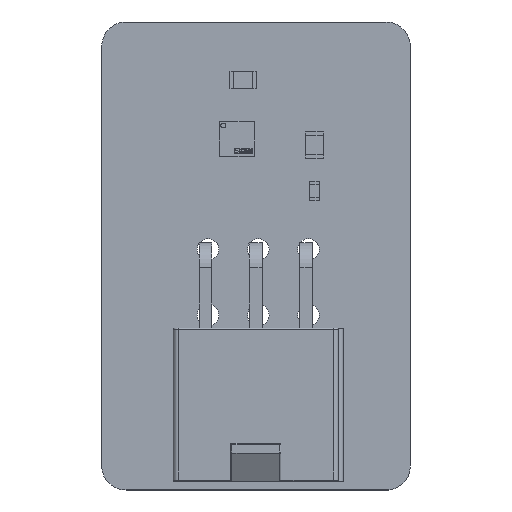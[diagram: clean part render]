
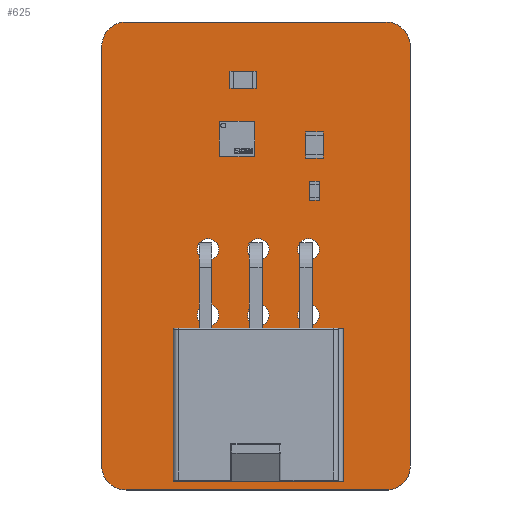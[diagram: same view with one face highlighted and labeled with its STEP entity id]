
A CAD part, top view. The second image highlights one B-rep face of the part: STEP entity #625.
In plain terms, the highlighted planar face has unit normal (0, 0, 1).
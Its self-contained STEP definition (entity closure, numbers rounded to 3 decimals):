
#72 = VERTEX_POINT('',#73);
#73 = CARTESIAN_POINT('',(27.432,29.845,1.646));
#79 = EDGE_CURVE('',#72,#80,#82,.T.);
#80 = VERTEX_POINT('',#81);
#81 = CARTESIAN_POINT('',(25.4,31.639,1.646));
#82 = CIRCLE('',#83,2.049);
#83 = AXIS2_PLACEMENT_3D('',#84,#85,#86);
#84 = CARTESIAN_POINT('',(27.433,31.894,1.646));
#85 = DIRECTION('',(0.,0.,-1.));
#86 = DIRECTION('',(-0.001,-1.,0.));
#114 = VERTEX_POINT('',#115);
#115 = CARTESIAN_POINT('',(49.403,29.845,1.646));
#121 = EDGE_CURVE('',#114,#72,#122,.T.);
#122 = LINE('',#123,#124);
#123 = CARTESIAN_POINT('',(49.403,29.845,1.646));
#124 = VECTOR('',#125,1.);
#125 = DIRECTION('',(-1.,0.,0.));
#145 = VERTEX_POINT('',#146);
#146 = CARTESIAN_POINT('',(51.188,31.86,1.646));
#152 = EDGE_CURVE('',#145,#114,#153,.T.);
#153 = CIRCLE('',#154,2.016);
#154 = AXIS2_PLACEMENT_3D('',#155,#156,#157);
#155 = CARTESIAN_POINT('',(49.172,31.848,1.646));
#156 = DIRECTION('',(0.,0.,-1.));
#157 = DIRECTION('',(1.,0.006,0.));
#178 = VERTEX_POINT('',#179);
#179 = CARTESIAN_POINT('',(51.181,67.183,1.646));
#185 = EDGE_CURVE('',#178,#145,#186,.T.);
#186 = LINE('',#187,#188);
#187 = CARTESIAN_POINT('',(51.181,67.183,1.646));
#188 = VECTOR('',#189,1.);
#189 = DIRECTION('',(0.,-1.,0.));
#209 = VERTEX_POINT('',#210);
#210 = CARTESIAN_POINT('',(49.149,68.961,1.646));
#216 = EDGE_CURVE('',#209,#178,#217,.T.);
#217 = CIRCLE('',#218,2.053);
#218 = AXIS2_PLACEMENT_3D('',#219,#220,#221);
#219 = CARTESIAN_POINT('',(49.146,66.908,1.646));
#220 = DIRECTION('',(0.,0.,-1.));
#221 = DIRECTION('',(0.001,1.,0.));
#242 = VERTEX_POINT('',#243);
#243 = CARTESIAN_POINT('',(27.194,68.961,1.646));
#249 = EDGE_CURVE('',#242,#209,#250,.T.);
#250 = LINE('',#251,#252);
#251 = CARTESIAN_POINT('',(27.194,68.961,1.646));
#252 = VECTOR('',#253,1.);
#253 = DIRECTION('',(1.,0.,0.));
#281 = VERTEX_POINT('',#282);
#282 = CARTESIAN_POINT('',(25.4,66.929,1.646));
#288 = EDGE_CURVE('',#281,#242,#289,.T.);
#289 = CIRCLE('',#290,2.049);
#290 = AXIS2_PLACEMENT_3D('',#291,#292,#293);
#291 = CARTESIAN_POINT('',(27.449,66.928,1.646));
#292 = DIRECTION('',(0.,0.,-1.));
#293 = DIRECTION('',(-1.,0.001,0.));
#311 = EDGE_CURVE('',#80,#281,#312,.T.);
#312 = LINE('',#313,#314);
#313 = CARTESIAN_POINT('',(25.4,31.639,1.646));
#314 = VECTOR('',#315,1.);
#315 = DIRECTION('',(0.,1.,0.));
#328 = VERTEX_POINT('',#329);
#329 = CARTESIAN_POINT('',(35.181,44.457,1.646));
#335 = EDGE_CURVE('',#328,#328,#336,.T.);
#336 = CIRCLE('',#337,0.9);
#337 = AXIS2_PLACEMENT_3D('',#338,#339,#340);
#338 = CARTESIAN_POINT('',(34.281,44.457,1.646));
#339 = DIRECTION('',(0.,0.,1.));
#340 = DIRECTION('',(1.,0.,0.));
#361 = VERTEX_POINT('',#362);
#362 = CARTESIAN_POINT('',(35.781,37.157,1.646));
#368 = EDGE_CURVE('',#361,#361,#369,.T.);
#369 = CIRCLE('',#370,1.5);
#370 = AXIS2_PLACEMENT_3D('',#371,#372,#373);
#371 = CARTESIAN_POINT('',(34.281,37.157,1.646));
#372 = DIRECTION('',(0.,0.,1.));
#373 = DIRECTION('',(1.,0.,0.));
#394 = VERTEX_POINT('',#395);
#395 = CARTESIAN_POINT('',(35.181,49.957,1.646));
#401 = EDGE_CURVE('',#394,#394,#402,.T.);
#402 = CIRCLE('',#403,0.9);
#403 = AXIS2_PLACEMENT_3D('',#404,#405,#406);
#404 = CARTESIAN_POINT('',(34.281,49.957,1.646));
#405 = DIRECTION('',(0.,0.,1.));
#406 = DIRECTION('',(1.,0.,0.));
#427 = VERTEX_POINT('',#428);
#428 = CARTESIAN_POINT('',(39.381,44.457,1.646));
#434 = EDGE_CURVE('',#427,#427,#435,.T.);
#435 = CIRCLE('',#436,0.9);
#436 = AXIS2_PLACEMENT_3D('',#437,#438,#439);
#437 = CARTESIAN_POINT('',(38.481,44.457,1.646));
#438 = DIRECTION('',(0.,0.,1.));
#439 = DIRECTION('',(1.,0.,0.));
#460 = VERTEX_POINT('',#461);
#461 = CARTESIAN_POINT('',(43.581,44.457,1.646));
#467 = EDGE_CURVE('',#460,#460,#468,.T.);
#468 = CIRCLE('',#469,0.9);
#469 = AXIS2_PLACEMENT_3D('',#470,#471,#472);
#470 = CARTESIAN_POINT('',(42.681,44.457,1.646));
#471 = DIRECTION('',(0.,0.,1.));
#472 = DIRECTION('',(1.,0.,0.));
#493 = VERTEX_POINT('',#494);
#494 = CARTESIAN_POINT('',(44.181,37.157,1.646));
#500 = EDGE_CURVE('',#493,#493,#501,.T.);
#501 = CIRCLE('',#502,1.5);
#502 = AXIS2_PLACEMENT_3D('',#503,#504,#505);
#503 = CARTESIAN_POINT('',(42.681,37.157,1.646));
#504 = DIRECTION('',(0.,0.,1.));
#505 = DIRECTION('',(1.,0.,0.));
#526 = VERTEX_POINT('',#527);
#527 = CARTESIAN_POINT('',(39.381,49.957,1.646));
#533 = EDGE_CURVE('',#526,#526,#534,.T.);
#534 = CIRCLE('',#535,0.9);
#535 = AXIS2_PLACEMENT_3D('',#536,#537,#538);
#536 = CARTESIAN_POINT('',(38.481,49.957,1.646));
#537 = DIRECTION('',(0.,0.,1.));
#538 = DIRECTION('',(1.,0.,0.));
#559 = VERTEX_POINT('',#560);
#560 = CARTESIAN_POINT('',(43.581,49.957,1.646));
#566 = EDGE_CURVE('',#559,#559,#567,.T.);
#567 = CIRCLE('',#568,0.9);
#568 = AXIS2_PLACEMENT_3D('',#569,#570,#571);
#569 = CARTESIAN_POINT('',(42.681,49.957,1.646));
#570 = DIRECTION('',(0.,0.,1.));
#571 = DIRECTION('',(1.,0.,0.));
#625 = ADVANCED_FACE('',(#626,#636,#639,#642,#645,#648,#651,#654,#657),
  #660,.T.);
#626 = FACE_BOUND('',#627,.T.);
#627 = EDGE_LOOP('',(#628,#629,#630,#631,#632,#633,#634,#635));
#628 = ORIENTED_EDGE('',*,*,#79,.F.);
#629 = ORIENTED_EDGE('',*,*,#121,.F.);
#630 = ORIENTED_EDGE('',*,*,#152,.F.);
#631 = ORIENTED_EDGE('',*,*,#185,.F.);
#632 = ORIENTED_EDGE('',*,*,#216,.F.);
#633 = ORIENTED_EDGE('',*,*,#249,.F.);
#634 = ORIENTED_EDGE('',*,*,#288,.F.);
#635 = ORIENTED_EDGE('',*,*,#311,.F.);
#636 = FACE_BOUND('',#637,.T.);
#637 = EDGE_LOOP('',(#638));
#638 = ORIENTED_EDGE('',*,*,#335,.F.);
#639 = FACE_BOUND('',#640,.T.);
#640 = EDGE_LOOP('',(#641));
#641 = ORIENTED_EDGE('',*,*,#368,.F.);
#642 = FACE_BOUND('',#643,.T.);
#643 = EDGE_LOOP('',(#644));
#644 = ORIENTED_EDGE('',*,*,#401,.F.);
#645 = FACE_BOUND('',#646,.T.);
#646 = EDGE_LOOP('',(#647));
#647 = ORIENTED_EDGE('',*,*,#434,.F.);
#648 = FACE_BOUND('',#649,.T.);
#649 = EDGE_LOOP('',(#650));
#650 = ORIENTED_EDGE('',*,*,#467,.F.);
#651 = FACE_BOUND('',#652,.T.);
#652 = EDGE_LOOP('',(#653));
#653 = ORIENTED_EDGE('',*,*,#500,.F.);
#654 = FACE_BOUND('',#655,.T.);
#655 = EDGE_LOOP('',(#656));
#656 = ORIENTED_EDGE('',*,*,#533,.F.);
#657 = FACE_BOUND('',#658,.T.);
#658 = EDGE_LOOP('',(#659));
#659 = ORIENTED_EDGE('',*,*,#566,.F.);
#660 = PLANE('',#661);
#661 = AXIS2_PLACEMENT_3D('',#662,#663,#664);
#662 = CARTESIAN_POINT('',(25.4,31.639,1.646));
#663 = DIRECTION('',(0.,0.,1.));
#664 = DIRECTION('',(1.,0.,0.));
